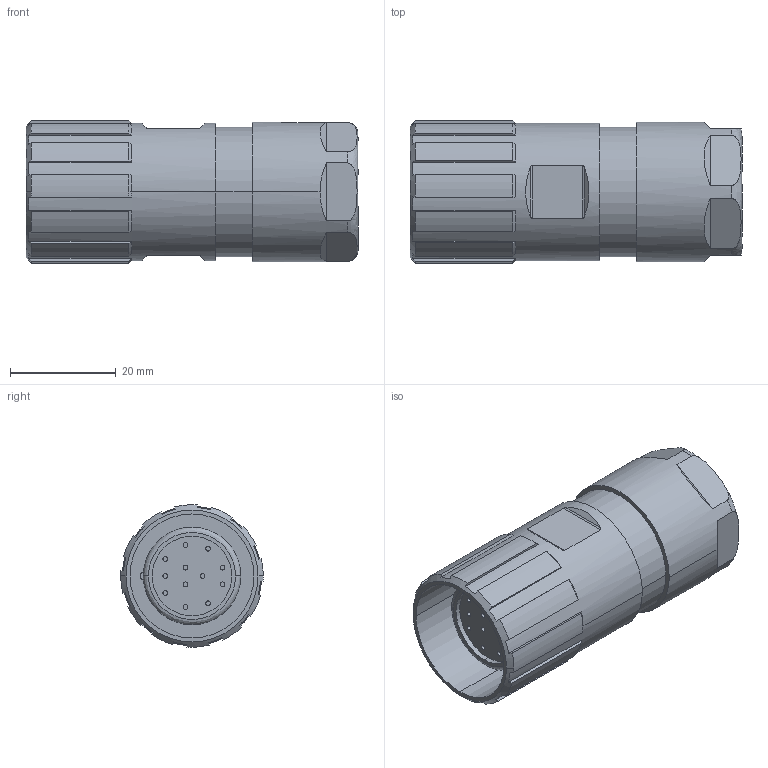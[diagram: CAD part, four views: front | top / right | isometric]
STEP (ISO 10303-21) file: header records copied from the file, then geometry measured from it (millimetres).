
FILE_DESCRIPTION (( 'STEP AP214' ), '1' );
FILE_NAME ('E-PFL121.STEP', '2024-10-30T00:31:09', ( '' ), ( '' ), 'SwSTEP 2.0', 'SolidWorks 2021', '' );
FILE_SCHEMA (( 'AUTOMOTIVE_DESIGN' ));
Length unit declared in the file: inch
Products named in the file (1): E-PFL121
Bounding box: 62.92 x 27 x 26.99 mm (x, y, z)
Volume: 27452.3 mm3; surface area: 9040.9 mm2
Topology: 1 solids, 1 shells, 146 faces, 369 edges, 245 vertices
Faces by surface type: plane 64, cylinder 63, cone 15, bspline 4
Entity records: 4769 total; most frequent: CARTESIAN_POINT 1149, DIRECTION 777, ORIENTED_EDGE 738, EDGE_CURVE 369, AXIS2_PLACEMENT_3D 301, VERTEX_POINT 245, VECTOR 175, LINE 175
